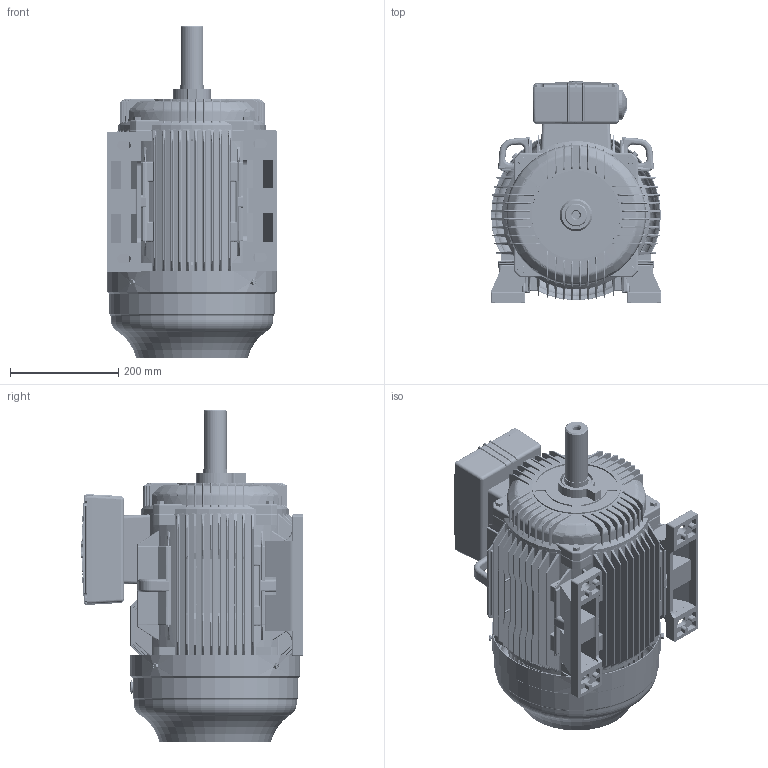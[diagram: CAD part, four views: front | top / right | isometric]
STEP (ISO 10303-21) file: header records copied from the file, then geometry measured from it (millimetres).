
FILE_DESCRIPTION((''),'2;1');
FILE_NAME('WE160MB3','2013-01-18T',('Administrator'),(''),'PRO/ENGINEER BY PARAMETRIC TECHNOLOGY CORPORATION, 2007370','PRO/ENGINEER BY PARAMETRIC TECHNOLOGY CORPORATION, 2007370','');
FILE_SCHEMA(('CONFIG_CONTROL_DESIGN'));
Length unit declared in the file: millimetre
Products named in the file (1): WE160MB3
Bounding box: 315 x 409 x 614 mm (x, y, z)
Surface area: 2684925.2 mm2 (no closed solid volume)
Topology: 0 solids, 1 shells, 7016 faces, 18462 edges, 11345 vertices
Faces by surface type: plane 2949, cylinder 1666, bspline 830, cone 656, torus 540, sphere 367, extrusion 8
Entity records: 271736 total; most frequent: CARTESIAN_POINT 108505, ORIENTED_EDGE 36214, DIRECTION 30480, EDGE_CURVE 18107, VERTEX_POINT 11340, AXIS2_PLACEMENT_3D 10921, VECTOR 8638, LINE 8630
